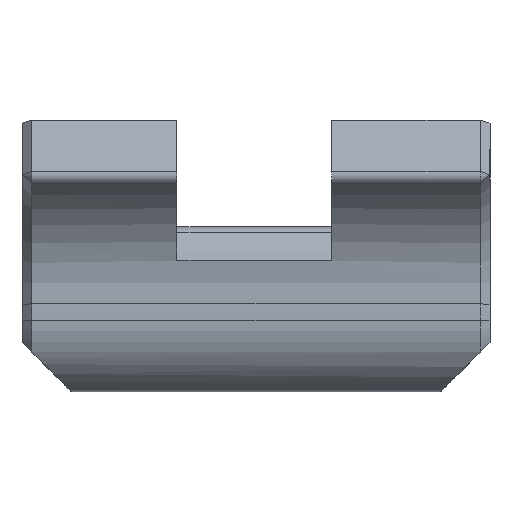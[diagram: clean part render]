
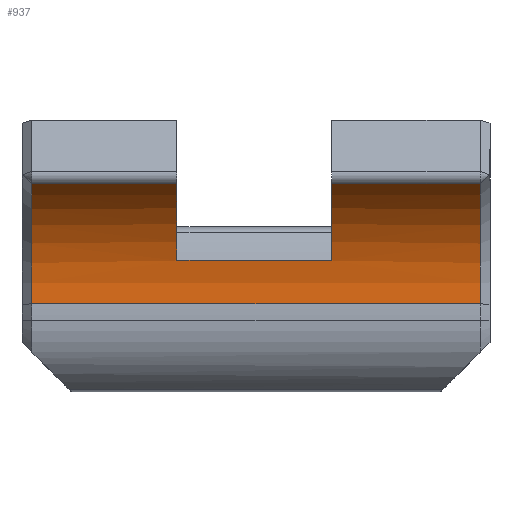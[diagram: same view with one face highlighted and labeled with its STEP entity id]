
A CAD part, left-side view. The second image highlights one B-rep face of the part: STEP entity #937.
In plain terms, the highlighted cylindrical face has radius 3.224 mm (diameter 6.447 mm), a partial arc.
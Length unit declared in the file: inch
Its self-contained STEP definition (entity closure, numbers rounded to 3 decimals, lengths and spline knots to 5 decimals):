
#8 = EDGE_CURVE ( 'NONE', #284, #912, #171, .T. ) ;
#11 = CARTESIAN_POINT ( 'NONE',  ( 0.1236, 0.462, 0.1014 ) ) ;
#44 = EDGE_CURVE ( 'NONE', #979, #139, #2043, .T. ) ;
#50 = DIRECTION ( 'NONE',  ( 0., -1., 0. ) ) ;
#67 = VERTEX_POINT ( 'NONE', #11 ) ;
#139 = VERTEX_POINT ( 'NONE', #1225 ) ;
#171 = LINE ( 'NONE', #2114, #838 ) ;
#210 = ORIENTED_EDGE ( 'NONE', *, *, #363, .T. ) ;
#213 = ORIENTED_EDGE ( 'NONE', *, *, #1980, .T. ) ;
#220 = DIRECTION ( 'NONE',  ( 0., 0., -1. ) ) ;
#229 = VERTEX_POINT ( 'NONE', #367 ) ;
#245 = EDGE_LOOP ( 'NONE', ( #1463, #210, #2055, #1078, #1536, #1295, #957, #213 ) ) ;
#249 = CIRCLE ( 'NONE', #528, 0.12692 ) ;
#284 = VERTEX_POINT ( 'NONE', #1596 ) ;
#314 = DIRECTION ( 'NONE',  ( 0., 0., 1. ) ) ;
#333 = CIRCLE ( 'NONE', #542, 0.12692 ) ;
#361 = DIRECTION ( 'NONE',  ( 0., 1., 0. ) ) ;
#363 = EDGE_CURVE ( 'NONE', #567, #1162, #249, .T. ) ;
#365 = DIRECTION ( 'NONE',  ( 0., -1., 0. ) ) ;
#367 = CARTESIAN_POINT ( 'NONE',  ( 0.11964, 0.31575, 0.14502 ) ) ;
#372 = DIRECTION ( 'NONE',  ( 0., -1., 0. ) ) ;
#382 = DIRECTION ( 'NONE',  ( 0., -1., 0. ) ) ;
#421 = FACE_OUTER_BOUND ( 'NONE', #245, .T. ) ;
#455 = DIRECTION ( 'NONE',  ( 0., -1., 0. ) ) ;
#491 = DIRECTION ( 'NONE',  ( 0., 1., 0. ) ) ;
#528 = AXIS2_PLACEMENT_3D ( 'NONE', #1111, #455, #1741 ) ;
#536 = LINE ( 'NONE', #1366, #1134 ) ;
#542 = AXIS2_PLACEMENT_3D ( 'NONE', #1734, #361, #1451 ) ;
#551 = LINE ( 'NONE', #2035, #1831 ) ;
#567 = VERTEX_POINT ( 'NONE', #1015 ) ;
#642 = EDGE_CURVE ( 'NONE', #67, #567, #551, .T. ) ;
#643 = DIRECTION ( 'NONE',  ( 0., -1., 0. ) ) ;
#738 = CARTESIAN_POINT ( 'NONE',  ( -0.00288, 0.472, 0.1119 ) ) ;
#785 = CIRCLE ( 'NONE', #1658, 0.12692 ) ;
#838 = VECTOR ( 'NONE', #643, 39.37008 ) ;
#900 = LINE ( 'NONE', #2019, #1482 ) ;
#912 = VERTEX_POINT ( 'NONE', #1054 ) ;
#937 = ADVANCED_FACE ( 'NONE', ( #421 ), #1744, .F. ) ;
#957 = ORIENTED_EDGE ( 'NONE', *, *, #8, .F. ) ;
#979 = VERTEX_POINT ( 'NONE', #1418 ) ;
#1015 = CARTESIAN_POINT ( 'NONE',  ( 0.1236, 0.01, 0.1014 ) ) ;
#1054 = CARTESIAN_POINT ( 'NONE',  ( 0.0592, 0.31575, 0.2226 ) ) ;
#1078 = ORIENTED_EDGE ( 'NONE', *, *, #44, .T. ) ;
#1111 = CARTESIAN_POINT ( 'NONE',  ( -0.00288, 0.01, 0.1119 ) ) ;
#1133 = AXIS2_PLACEMENT_3D ( 'NONE', #738, #50, #220 ) ;
#1134 = VECTOR ( 'NONE', #382, 39.37008 ) ;
#1162 = VERTEX_POINT ( 'NONE', #1455 ) ;
#1178 = DIRECTION ( 'NONE',  ( 0., 0., 1. ) ) ;
#1225 = CARTESIAN_POINT ( 'NONE',  ( 0.11964, 0.1595, 0.14502 ) ) ;
#1295 = ORIENTED_EDGE ( 'NONE', *, *, #1732, .F. ) ;
#1366 = CARTESIAN_POINT ( 'NONE',  ( 0.0592, 0.472, 0.2226 ) ) ;
#1418 = CARTESIAN_POINT ( 'NONE',  ( 0.0592, 0.1595, 0.2226 ) ) ;
#1451 = DIRECTION ( 'NONE',  ( 0., 0., 1. ) ) ;
#1455 = CARTESIAN_POINT ( 'NONE',  ( 0.0592, 0.01, 0.2226 ) ) ;
#1463 = ORIENTED_EDGE ( 'NONE', *, *, #642, .T. ) ;
#1482 = VECTOR ( 'NONE', #372, 39.37008 ) ;
#1536 = ORIENTED_EDGE ( 'NONE', *, *, #1875, .F. ) ;
#1596 = CARTESIAN_POINT ( 'NONE',  ( 0.0592, 0.462, 0.2226 ) ) ;
#1626 = DIRECTION ( 'NONE',  ( 0., 1., 0. ) ) ;
#1658 = AXIS2_PLACEMENT_3D ( 'NONE', #1839, #1626, #1178 ) ;
#1661 = CARTESIAN_POINT ( 'NONE',  ( -0.00288, 0.1595, 0.1119 ) ) ;
#1732 = EDGE_CURVE ( 'NONE', #912, #229, #333, .T. ) ;
#1734 = CARTESIAN_POINT ( 'NONE',  ( -0.00288, 0.31575, 0.1119 ) ) ;
#1741 = DIRECTION ( 'NONE',  ( 0., 0., 1. ) ) ;
#1744 = CYLINDRICAL_SURFACE ( 'NONE', #1133, 0.12692 ) ;
#1831 = VECTOR ( 'NONE', #365, 39.37008 ) ;
#1839 = CARTESIAN_POINT ( 'NONE',  ( -0.00288, 0.462, 0.1119 ) ) ;
#1875 = EDGE_CURVE ( 'NONE', #229, #139, #900, .T. ) ;
#1934 = EDGE_CURVE ( 'NONE', #979, #1162, #536, .T. ) ;
#1980 = EDGE_CURVE ( 'NONE', #284, #67, #785, .T. ) ;
#2019 = CARTESIAN_POINT ( 'NONE',  ( 0.11964, 0.23762, 0.14502 ) ) ;
#2035 = CARTESIAN_POINT ( 'NONE',  ( 0.1236, 0.472, 0.1014 ) ) ;
#2043 = CIRCLE ( 'NONE', #2078, 0.12692 ) ;
#2055 = ORIENTED_EDGE ( 'NONE', *, *, #1934, .F. ) ;
#2078 = AXIS2_PLACEMENT_3D ( 'NONE', #1661, #491, #314 ) ;
#2114 = CARTESIAN_POINT ( 'NONE',  ( 0.0592, 0.472, 0.2226 ) ) ;
